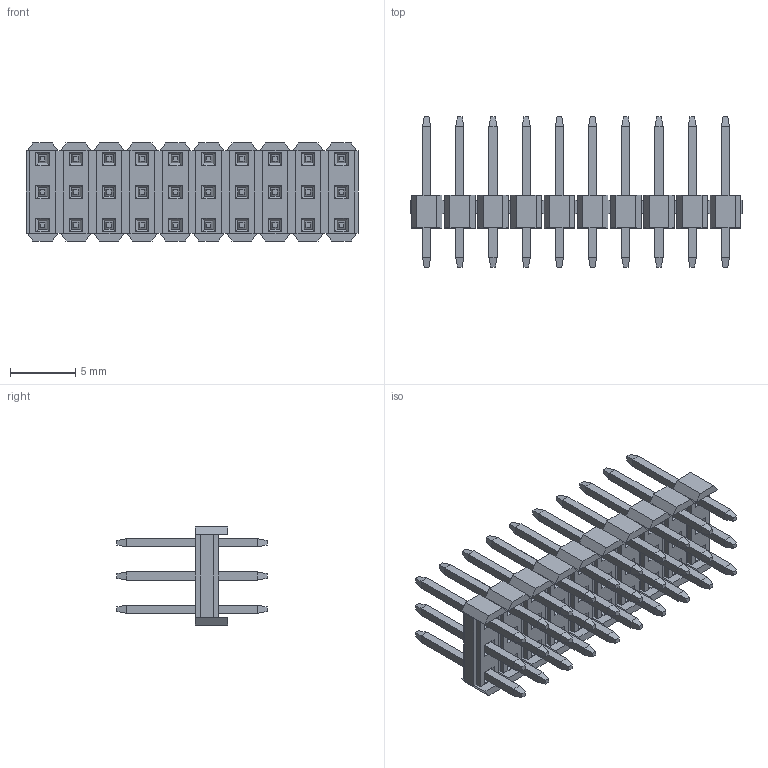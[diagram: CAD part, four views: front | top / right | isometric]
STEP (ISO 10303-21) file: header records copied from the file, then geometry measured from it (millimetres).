
FILE_DESCRIPTION( ('This file contains a STEP AP42 implementation' ,'as created by ZW3D STEP Interface translator.') ,'2;1' );
FILE_NAME( '1125-13XXXXSXXXXXXX.stp' ,'23 331.102049', (''), ('ZWCAD Software Co.'), 'Version 1.0', 'ZW3D to STEP translator', '' );
FILE_SCHEMA(('AUTOMOTIVE_DESIGN { 1 0 10303 214 1 1 1 1 }'));
Length unit declared in the file: millimetre
Products named in the file (2): 0; 1125-1320XXS115XXXX
Bounding box: 25.4 x 11.5 x 7.5 mm (x, y, z)
Volume: 425.6 mm3; surface area: 1643.7 mm2
Topology: 31 solids, 31 shells, 906 faces, 2092 edges, 1248 vertices
Faces by surface type: plane 906
Entity records: 25519 total; most frequent: CARTESIAN_POINT 4247, ORIENTED_EDGE 4184, DIRECTION 3906, VECTOR 2092, LINE 2092, EDGE_CURVE 2092, VERTEX_POINT 1248, EDGE_LOOP 966
